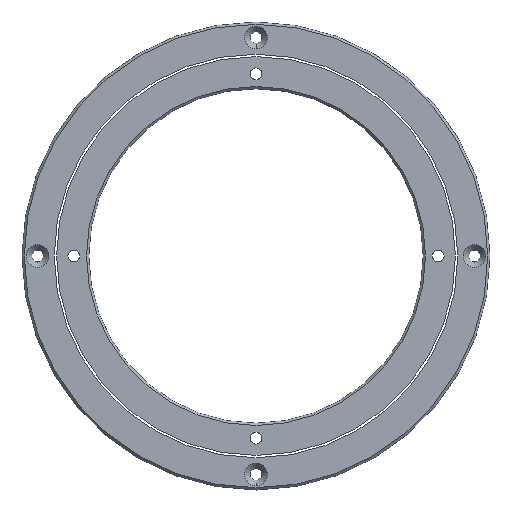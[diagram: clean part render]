
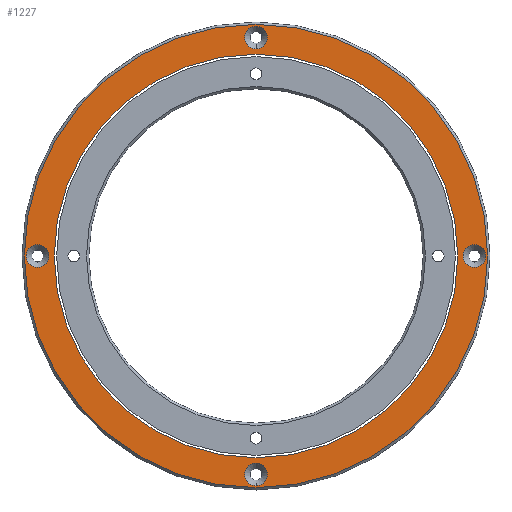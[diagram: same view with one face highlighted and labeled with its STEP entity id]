
A CAD part, front view. The second image highlights one B-rep face of the part: STEP entity #1227.
In plain terms, the highlighted planar face has unit normal (0, -1, 0).
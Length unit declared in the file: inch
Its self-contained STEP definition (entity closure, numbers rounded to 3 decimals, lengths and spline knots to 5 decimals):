
#10 = DIRECTION ( 'NONE',  ( 0., -1., 0. ) ) ;
#22 = AXIS2_PLACEMENT_3D ( 'NONE', #1476, #308, #1460 ) ;
#48 = CIRCLE ( 'NONE', #974, 0.1925 ) ;
#52 = ORIENTED_EDGE ( 'NONE', *, *, #1613, .T. ) ;
#58 = ORIENTED_EDGE ( 'NONE', *, *, #721, .T. ) ;
#62 = EDGE_CURVE ( 'NONE', #710, #563, #48, .T. ) ;
#63 = VERTEX_POINT ( 'NONE', #1385 ) ;
#64 = DIRECTION ( 'NONE',  ( 0., -1., 0. ) ) ;
#129 = AXIS2_PLACEMENT_3D ( 'NONE', #1435, #1054, #1332 ) ;
#137 = EDGE_LOOP ( 'NONE', ( #1363, #1458 ) ) ;
#144 = ORIENTED_EDGE ( 'NONE', *, *, #1347, .T. ) ;
#148 = VERTEX_POINT ( 'NONE', #1440 ) ;
#154 = DIRECTION ( 'NONE',  ( 0., 0., -1. ) ) ;
#166 = CARTESIAN_POINT ( 'NONE',  ( 3.73031, 0., 0. ) ) ;
#182 = VERTEX_POINT ( 'NONE', #1188 ) ;
#203 = AXIS2_PLACEMENT_3D ( 'NONE', #1204, #1043, #923 ) ;
#241 = CARTESIAN_POINT ( 'NONE',  ( -3.73031, 0., 0. ) ) ;
#245 = VERTEX_POINT ( 'NONE', #293 ) ;
#258 = CARTESIAN_POINT ( 'NONE',  ( -3.73031, 0., 0.1925 ) ) ;
#279 = AXIS2_PLACEMENT_3D ( 'NONE', #407, #792, #1307 ) ;
#293 = CARTESIAN_POINT ( 'NONE',  ( 0., 0., 3.44488 ) ) ;
#307 = FACE_BOUND ( 'NONE', #1115, .T. ) ;
#308 = DIRECTION ( 'NONE',  ( 0., -1., 0. ) ) ;
#333 = CIRCLE ( 'NONE', #467, 0.1925 ) ;
#338 = ORIENTED_EDGE ( 'NONE', *, *, #1170, .F. ) ;
#365 = CARTESIAN_POINT ( 'NONE',  ( 3.73031, 0., 0. ) ) ;
#374 = CARTESIAN_POINT ( 'NONE',  ( 0., 0., -3.73031 ) ) ;
#379 = VERTEX_POINT ( 'NONE', #1337 ) ;
#402 = DIRECTION ( 'NONE',  ( 0., -1., 0. ) ) ;
#407 = CARTESIAN_POINT ( 'NONE',  ( 0., 0., 0. ) ) ;
#415 = AXIS2_PLACEMENT_3D ( 'NONE', #1009, #515, #1522 ) ;
#417 = CARTESIAN_POINT ( 'NONE',  ( 0., 0., 0. ) ) ;
#419 = DIRECTION ( 'NONE',  ( 0., 0., 1. ) ) ;
#427 = ORIENTED_EDGE ( 'NONE', *, *, #62, .F. ) ;
#438 = AXIS2_PLACEMENT_3D ( 'NONE', #1599, #64, #1047 ) ;
#441 = AXIS2_PLACEMENT_3D ( 'NONE', #166, #402, #1178 ) ;
#460 = DIRECTION ( 'NONE',  ( 0., 0., 1. ) ) ;
#467 = AXIS2_PLACEMENT_3D ( 'NONE', #241, #10, #154 ) ;
#483 = ORIENTED_EDGE ( 'NONE', *, *, #1509, .F. ) ;
#515 = DIRECTION ( 'NONE',  ( 0., -1., 0. ) ) ;
#521 = CIRCLE ( 'NONE', #944, 3.44488 ) ;
#537 = ORIENTED_EDGE ( 'NONE', *, *, #1565, .F. ) ;
#548 = CIRCLE ( 'NONE', #441, 0.1925 ) ;
#549 = DIRECTION ( 'NONE',  ( 0., 1., 0. ) ) ;
#557 = CARTESIAN_POINT ( 'NONE',  ( 0., 0., 0. ) ) ;
#563 = VERTEX_POINT ( 'NONE', #875 ) ;
#606 = DIRECTION ( 'NONE',  ( 0., 1., 0. ) ) ;
#615 = EDGE_LOOP ( 'NONE', ( #1206, #427 ) ) ;
#648 = EDGE_LOOP ( 'NONE', ( #52, #144 ) ) ;
#675 = FACE_BOUND ( 'NONE', #137, .T. ) ;
#684 = FACE_OUTER_BOUND ( 'NONE', #884, .T. ) ;
#708 = CARTESIAN_POINT ( 'NONE',  ( 0., 0., 0. ) ) ;
#710 = VERTEX_POINT ( 'NONE', #1033 ) ;
#713 = VERTEX_POINT ( 'NONE', #783 ) ;
#721 = EDGE_CURVE ( 'NONE', #63, #148, #1537, .T. ) ;
#755 = VERTEX_POINT ( 'NONE', #1342 ) ;
#760 = CIRCLE ( 'NONE', #129, 3.95669 ) ;
#783 = CARTESIAN_POINT ( 'NONE',  ( 0., 0., -3.44488 ) ) ;
#792 = DIRECTION ( 'NONE',  ( 0., -1., 0. ) ) ;
#803 = ORIENTED_EDGE ( 'NONE', *, *, #1619, .T. ) ;
#822 = DIRECTION ( 'NONE',  ( 0., 0., 1. ) ) ;
#839 = CIRCLE ( 'NONE', #842, 3.44488 ) ;
#842 = AXIS2_PLACEMENT_3D ( 'NONE', #417, #549, #822 ) ;
#859 = EDGE_CURVE ( 'NONE', #755, #1487, #1351, .T. ) ;
#875 = CARTESIAN_POINT ( 'NONE',  ( 3.73031, 0., -0.1925 ) ) ;
#884 = EDGE_LOOP ( 'NONE', ( #58, #803 ) ) ;
#905 = DIRECTION ( 'NONE',  ( 0., -1., 0. ) ) ;
#906 = VERTEX_POINT ( 'NONE', #1374 ) ;
#923 = DIRECTION ( 'NONE',  ( 0., 0., -1. ) ) ;
#944 = AXIS2_PLACEMENT_3D ( 'NONE', #708, #606, #460 ) ;
#946 = CIRCLE ( 'NONE', #1482, 0.1925 ) ;
#959 = FACE_BOUND ( 'NONE', #648, .T. ) ;
#974 = AXIS2_PLACEMENT_3D ( 'NONE', #365, #1118, #1407 ) ;
#1009 = CARTESIAN_POINT ( 'NONE',  ( 0., 0., 3.73031 ) ) ;
#1033 = CARTESIAN_POINT ( 'NONE',  ( 3.73031, 0., 0.1925 ) ) ;
#1043 = DIRECTION ( 'NONE',  ( 0., -1., 0. ) ) ;
#1047 = DIRECTION ( 'NONE',  ( 0., 0., -1. ) ) ;
#1054 = DIRECTION ( 'NONE',  ( 0., -1., 0. ) ) ;
#1086 = CARTESIAN_POINT ( 'NONE',  ( 0., 0., 3.53781 ) ) ;
#1115 = EDGE_LOOP ( 'NONE', ( #1503, #483 ) ) ;
#1118 = DIRECTION ( 'NONE',  ( 0., -1., 0. ) ) ;
#1170 = EDGE_CURVE ( 'NONE', #379, #1319, #1586, .T. ) ;
#1178 = DIRECTION ( 'NONE',  ( 0., 0., -1. ) ) ;
#1182 = FACE_BOUND ( 'NONE', #1284, .T. ) ;
#1188 = CARTESIAN_POINT ( 'NONE',  ( 0., 0., -3.92281 ) ) ;
#1204 = CARTESIAN_POINT ( 'NONE',  ( 0., 0., -3.73031 ) ) ;
#1206 = ORIENTED_EDGE ( 'NONE', *, *, #1604, .F. ) ;
#1227 = ADVANCED_FACE ( 'NONE', ( #684, #307, #675, #1321, #1182, #959 ), #1334, .F. ) ;
#1284 = EDGE_LOOP ( 'NONE', ( #537, #338 ) ) ;
#1307 = DIRECTION ( 'NONE',  ( 0., 0., 1. ) ) ;
#1319 = VERTEX_POINT ( 'NONE', #1086 ) ;
#1321 = FACE_BOUND ( 'NONE', #615, .T. ) ;
#1332 = DIRECTION ( 'NONE',  ( 0., 0., 1. ) ) ;
#1334 = PLANE ( 'NONE',  #1559 ) ;
#1337 = CARTESIAN_POINT ( 'NONE',  ( 0., 0., 3.92281 ) ) ;
#1342 = CARTESIAN_POINT ( 'NONE',  ( -3.73031, 0., -0.1925 ) ) ;
#1347 = EDGE_CURVE ( 'NONE', #713, #245, #521, .T. ) ;
#1351 = CIRCLE ( 'NONE', #22, 0.1925 ) ;
#1363 = ORIENTED_EDGE ( 'NONE', *, *, #1590, .F. ) ;
#1374 = CARTESIAN_POINT ( 'NONE',  ( 0., 0., -3.53781 ) ) ;
#1385 = CARTESIAN_POINT ( 'NONE',  ( 0., 0., 3.95669 ) ) ;
#1407 = DIRECTION ( 'NONE',  ( 0., 0., -1. ) ) ;
#1409 = DIRECTION ( 'NONE',  ( 0., 0., -1. ) ) ;
#1435 = CARTESIAN_POINT ( 'NONE',  ( 0., 0., 0. ) ) ;
#1440 = CARTESIAN_POINT ( 'NONE',  ( 0., 0., -3.95669 ) ) ;
#1447 = EDGE_CURVE ( 'NONE', #906, #182, #946, .T. ) ;
#1458 = ORIENTED_EDGE ( 'NONE', *, *, #1447, .F. ) ;
#1460 = DIRECTION ( 'NONE',  ( 0., 0., -1. ) ) ;
#1468 = DIRECTION ( 'NONE',  ( 0., 1., 0. ) ) ;
#1476 = CARTESIAN_POINT ( 'NONE',  ( -3.73031, 0., 0. ) ) ;
#1482 = AXIS2_PLACEMENT_3D ( 'NONE', #374, #905, #1409 ) ;
#1487 = VERTEX_POINT ( 'NONE', #258 ) ;
#1503 = ORIENTED_EDGE ( 'NONE', *, *, #859, .F. ) ;
#1509 = EDGE_CURVE ( 'NONE', #1487, #755, #333, .T. ) ;
#1522 = DIRECTION ( 'NONE',  ( 0., 0., -1. ) ) ;
#1537 = CIRCLE ( 'NONE', #279, 3.95669 ) ;
#1559 = AXIS2_PLACEMENT_3D ( 'NONE', #557, #1468, #419 ) ;
#1564 = CIRCLE ( 'NONE', #415, 0.1925 ) ;
#1565 = EDGE_CURVE ( 'NONE', #1319, #379, #1564, .T. ) ;
#1586 = CIRCLE ( 'NONE', #438, 0.1925 ) ;
#1590 = EDGE_CURVE ( 'NONE', #182, #906, #1591, .T. ) ;
#1591 = CIRCLE ( 'NONE', #203, 0.1925 ) ;
#1599 = CARTESIAN_POINT ( 'NONE',  ( 0., 0., 3.73031 ) ) ;
#1604 = EDGE_CURVE ( 'NONE', #563, #710, #548, .T. ) ;
#1613 = EDGE_CURVE ( 'NONE', #245, #713, #839, .T. ) ;
#1619 = EDGE_CURVE ( 'NONE', #148, #63, #760, .T. ) ;
